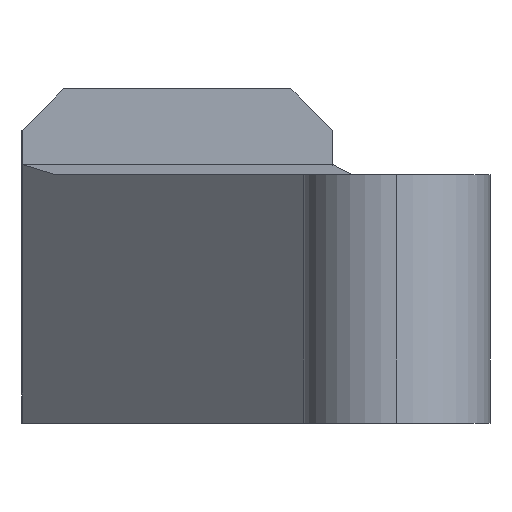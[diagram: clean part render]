
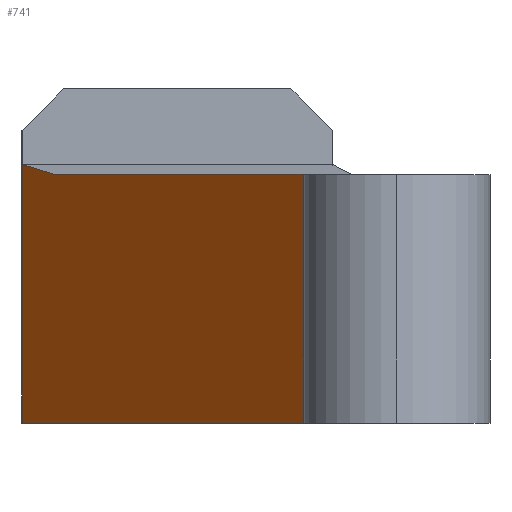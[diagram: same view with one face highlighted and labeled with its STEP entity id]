
A CAD part, left-side view. The second image highlights one B-rep face of the part: STEP entity #741.
In plain terms, the highlighted planar face has unit normal (-0.66, 0.751, 0).
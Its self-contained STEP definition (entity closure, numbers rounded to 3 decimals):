
#28 = EDGE_LOOP ( 'NONE', ( #994, #1245, #172, #2533, #1734 ) ) ;
#59 = CARTESIAN_POINT ( 'NONE',  ( 0., -6.24, 24. ) ) ;
#94 = VERTEX_POINT ( 'NONE', #845 ) ;
#116 = CARTESIAN_POINT ( 'NONE',  ( 0., -6.24, 0. ) ) ;
#143 = VERTEX_POINT ( 'NONE', #912 ) ;
#158 = LINE ( 'NONE', #2613, #228 ) ;
#172 = ORIENTED_EDGE ( 'NONE', *, *, #497, .F. ) ;
#228 = VECTOR ( 'NONE', #1177, 1000. ) ;
#258 = LINE ( 'NONE', #289, #2066 ) ;
#264 = PLANE ( 'NONE',  #1883 ) ;
#289 = CARTESIAN_POINT ( 'NONE',  ( 0., -6.24, 24. ) ) ;
#399 = EDGE_CURVE ( 'NONE', #94, #2133, #258, .T. ) ;
#497 = EDGE_CURVE ( 'NONE', #2464, #94, #690, .T. ) ;
#577 = EDGE_CURVE ( 'NONE', #143, #2001, #158, .T. ) ;
#690 = LINE ( 'NONE', #1510, #1661 ) ;
#741 = ADVANCED_FACE ( 'NONE', ( #1876 ), #264, .F. ) ;
#845 = CARTESIAN_POINT ( 'NONE',  ( 0., -6.24, 24. ) ) ;
#847 = DIRECTION ( 'NONE',  ( 0.66, -0.751, 0. ) ) ;
#912 = CARTESIAN_POINT ( 'NONE',  ( 31., 21., 25. ) ) ;
#994 = ORIENTED_EDGE ( 'NONE', *, *, #2437, .T. ) ;
#1051 = EDGE_CURVE ( 'NONE', #2464, #143, #1594, .T. ) ;
#1177 = DIRECTION ( 'NONE',  ( 0., 0., -1. ) ) ;
#1245 = ORIENTED_EDGE ( 'NONE', *, *, #399, .F. ) ;
#1416 = VECTOR ( 'NONE', #2628, 1000. ) ;
#1423 = VECTOR ( 'NONE', #2566, 1000. ) ;
#1474 = DIRECTION ( 'NONE',  ( 0.751, 0.66, 0. ) ) ;
#1510 = CARTESIAN_POINT ( 'NONE',  ( 0., -6.24, 24. ) ) ;
#1594 = LINE ( 'NONE', #2207, #1416 ) ;
#1661 = VECTOR ( 'NONE', #2128, 1000. ) ;
#1734 = ORIENTED_EDGE ( 'NONE', *, *, #577, .T. ) ;
#1735 = DIRECTION ( 'NONE',  ( 0., 0., -1. ) ) ;
#1876 = FACE_OUTER_BOUND ( 'NONE', #28, .T. ) ;
#1883 = AXIS2_PLACEMENT_3D ( 'NONE', #59, #847, #1474 ) ;
#1925 = CARTESIAN_POINT ( 'NONE',  ( 31., 21., 0. ) ) ;
#1969 = LINE ( 'NONE', #116, #1423 ) ;
#2000 = CARTESIAN_POINT ( 'NONE',  ( 0., -6.24, 0. ) ) ;
#2001 = VERTEX_POINT ( 'NONE', #1925 ) ;
#2019 = CARTESIAN_POINT ( 'NONE',  ( 27.268, 17.721, 24. ) ) ;
#2066 = VECTOR ( 'NONE', #1735, 1000. ) ;
#2128 = DIRECTION ( 'NONE',  ( -0.751, -0.66, 0. ) ) ;
#2133 = VERTEX_POINT ( 'NONE', #2000 ) ;
#2207 = CARTESIAN_POINT ( 'NONE',  ( 1.062, -5.307, 16.978 ) ) ;
#2437 = EDGE_CURVE ( 'NONE', #2001, #2133, #1969, .T. ) ;
#2464 = VERTEX_POINT ( 'NONE', #2019 ) ;
#2533 = ORIENTED_EDGE ( 'NONE', *, *, #1051, .T. ) ;
#2566 = DIRECTION ( 'NONE',  ( -0.751, -0.66, 0. ) ) ;
#2613 = CARTESIAN_POINT ( 'NONE',  ( 31., 21., 24. ) ) ;
#2628 = DIRECTION ( 'NONE',  ( 0.736, 0.647, 0.197 ) ) ;
